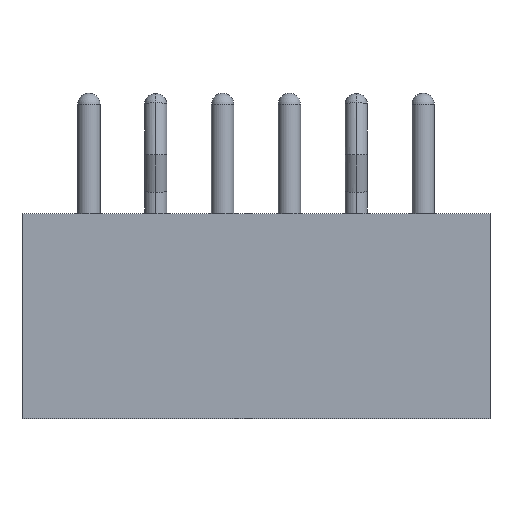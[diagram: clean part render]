
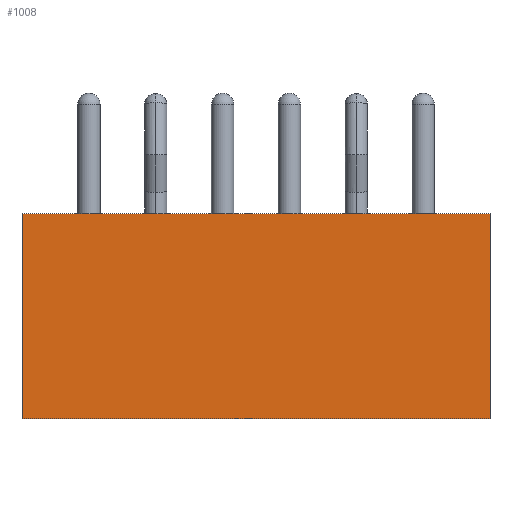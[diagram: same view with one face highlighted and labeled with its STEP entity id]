
A CAD part, front view. The second image highlights one B-rep face of the part: STEP entity #1008.
In plain terms, the highlighted planar face has unit normal (0, -1, 0).
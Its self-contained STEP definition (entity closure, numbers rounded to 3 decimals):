
#161=DIRECTION('',(0.,0.,-1.));
#162=VECTOR('',#161,4.6);
#163=CARTESIAN_POINT('',(-5.25,-1.75,2.3));
#164=LINE('',#163,#162);
#165=DIRECTION('',(0.,0.,1.));
#166=VECTOR('',#165,4.6);
#167=CARTESIAN_POINT('',(5.25,-1.75,-2.3));
#168=LINE('',#167,#166);
#169=DIRECTION('',(1.,0.,0.));
#170=VECTOR('',#169,10.5);
#171=CARTESIAN_POINT('',(-5.25,-1.75,-2.3));
#172=LINE('',#171,#170);
#181=DIRECTION('',(1.,0.,0.));
#182=VECTOR('',#181,10.5);
#183=CARTESIAN_POINT('',(-5.25,-1.75,2.3));
#184=LINE('',#183,#182);
#569=CARTESIAN_POINT('',(-5.25,-1.75,-2.3));
#570=VERTEX_POINT('',#569);
#571=CARTESIAN_POINT('',(-5.25,-1.75,2.3));
#572=VERTEX_POINT('',#571);
#615=CARTESIAN_POINT('',(5.25,-1.75,-2.3));
#616=VERTEX_POINT('',#615);
#657=CARTESIAN_POINT('',(5.25,-1.75,2.3));
#658=VERTEX_POINT('',#657);
#995=CARTESIAN_POINT('',(0.,-1.75,0.));
#996=DIRECTION('',(0.,1.,0.));
#997=DIRECTION('',(0.,0.,-1.));
#998=AXIS2_PLACEMENT_3D('',#995,#996,#997);
#999=PLANE('',#998);
#1000=ORIENTED_EDGE('',*,*,#920,.F.);
#1002=ORIENTED_EDGE('',*,*,#1001,.T.);
#1004=ORIENTED_EDGE('',*,*,#1003,.F.);
#1005=ORIENTED_EDGE('',*,*,#981,.F.);
#1006=EDGE_LOOP('',(#1000,#1002,#1004,#1005));
#1007=FACE_OUTER_BOUND('',#1006,.F.);
#1008=ADVANCED_FACE('',(#1007),#999,.F.);
#920=EDGE_CURVE('',#572,#570,#164,.T.);
#981=EDGE_CURVE('',#570,#616,#172,.T.);
#1001=EDGE_CURVE('',#572,#658,#184,.T.);
#1003=EDGE_CURVE('',#616,#658,#168,.T.);
